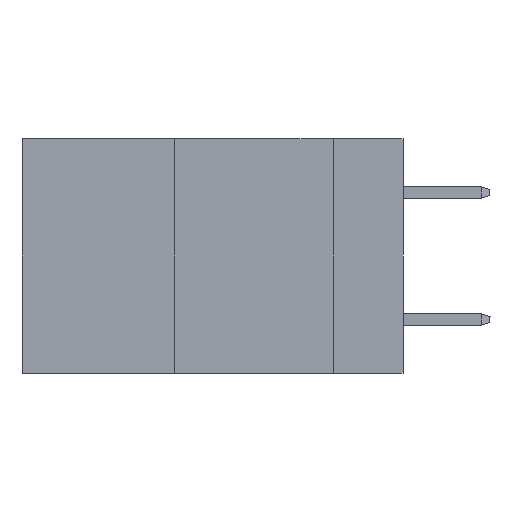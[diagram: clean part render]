
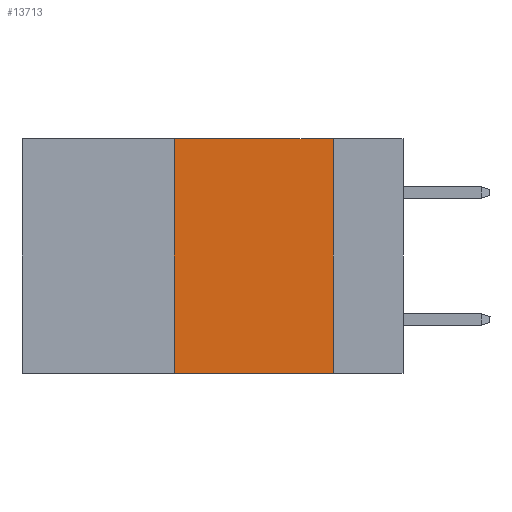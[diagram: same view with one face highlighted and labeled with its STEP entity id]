
A CAD part, left-side view. The second image highlights one B-rep face of the part: STEP entity #13713.
In plain terms, the highlighted planar face has unit normal (-1, 0, 0).
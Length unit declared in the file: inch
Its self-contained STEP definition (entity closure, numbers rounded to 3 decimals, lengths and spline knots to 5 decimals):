
#228 = DIRECTION ( 'NONE',  ( 0., 0., -1. ) ) ;
#279 = LINE ( 'NONE', #9979, #4156 ) ;
#933 = CARTESIAN_POINT ( 'NONE',  ( 0., 0.11, -0.37 ) ) ;
#2017 = DIRECTION ( 'NONE',  ( 0., -1., 0. ) ) ;
#2569 = CARTESIAN_POINT ( 'NONE',  ( 0., 0.36, -0.37 ) ) ;
#3988 = DIRECTION ( 'NONE',  ( 0., -1., 0. ) ) ;
#4156 = VECTOR ( 'NONE', #15787, 39.37008 ) ;
#4260 = EDGE_CURVE ( 'NONE', #4824, #16796, #279, .T. ) ;
#4686 = EDGE_CURVE ( 'NONE', #16796, #13252, #6164, .T. ) ;
#4800 = EDGE_LOOP ( 'NONE', ( #13826, #13913, #16966, #13873 ) ) ;
#4824 = VERTEX_POINT ( 'NONE', #2569 ) ;
#5640 = EDGE_CURVE ( 'NONE', #4824, #11633, #11066, .T. ) ;
#5739 = CARTESIAN_POINT ( 'NONE',  ( 0., 0.36, 0. ) ) ;
#5915 = VECTOR ( 'NONE', #2017, 39.37008 ) ;
#6164 = LINE ( 'NONE', #13284, #5915 ) ;
#6440 = LINE ( 'NONE', #12071, #12449 ) ;
#6524 = EDGE_CURVE ( 'NONE', #13252, #11633, #6440, .T. ) ;
#7244 = PLANE ( 'NONE',  #14348 ) ;
#8306 = CARTESIAN_POINT ( 'NONE',  ( 0., 0.6, -0.37 ) ) ;
#8459 = FACE_OUTER_BOUND ( 'NONE', #4800, .T. ) ;
#9979 = CARTESIAN_POINT ( 'NONE',  ( 0., 0.36, 0. ) ) ;
#11066 = LINE ( 'NONE', #8306, #11533 ) ;
#11533 = VECTOR ( 'NONE', #3988, 39.37008 ) ;
#11633 = VERTEX_POINT ( 'NONE', #933 ) ;
#11788 = DIRECTION ( 'NONE',  ( 0., 0., -1. ) ) ;
#12071 = CARTESIAN_POINT ( 'NONE',  ( 0., 0.11, 0. ) ) ;
#12449 = VECTOR ( 'NONE', #11788, 39.37008 ) ;
#12878 = DIRECTION ( 'NONE',  ( 1., 0., 0. ) ) ;
#13252 = VERTEX_POINT ( 'NONE', #13770 ) ;
#13284 = CARTESIAN_POINT ( 'NONE',  ( 0., 0.6, 0. ) ) ;
#13713 = ADVANCED_FACE ( 'NONE', ( #8459 ), #7244, .F. ) ;
#13770 = CARTESIAN_POINT ( 'NONE',  ( 0., 0.11, 0. ) ) ;
#13826 = ORIENTED_EDGE ( 'NONE', *, *, #6524, .F. ) ;
#13873 = ORIENTED_EDGE ( 'NONE', *, *, #5640, .T. ) ;
#13913 = ORIENTED_EDGE ( 'NONE', *, *, #4686, .F. ) ;
#13914 = CARTESIAN_POINT ( 'NONE',  ( 0., 0.6, 0. ) ) ;
#14348 = AXIS2_PLACEMENT_3D ( 'NONE', #13914, #12878, #228 ) ;
#15787 = DIRECTION ( 'NONE',  ( 0., 0., 1. ) ) ;
#16796 = VERTEX_POINT ( 'NONE', #5739 ) ;
#16966 = ORIENTED_EDGE ( 'NONE', *, *, #4260, .F. ) ;
